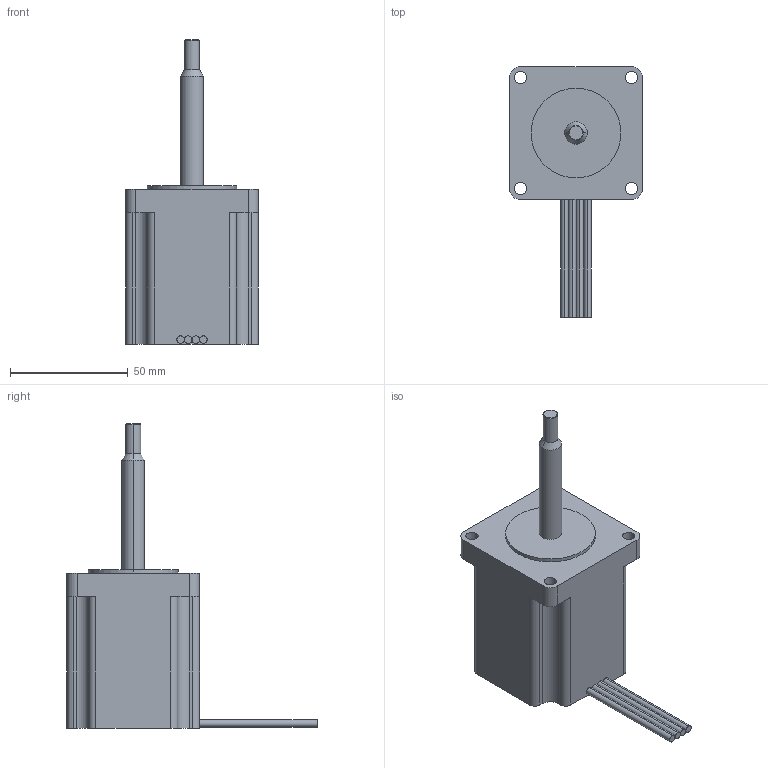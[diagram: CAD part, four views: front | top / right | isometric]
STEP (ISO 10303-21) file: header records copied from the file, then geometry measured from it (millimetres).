
FILE_DESCRIPTION (( 'STEP AP214' ), '1' );
FILE_NAME ('AMETEK-57L43-3.25-4.STEP', '2023-11-06T01:40:42', ( '' ), ( '' ), 'SwSTEP 2.0', 'SolidWorks 2022', '' );
FILE_SCHEMA (( 'AUTOMOTIVE_DESIGN' ));
Length unit declared in the file: inch
Products named in the file (3): 57000 Non-Captive Screw; AMETEK-57L43-3.25-4; 57000 Non-Captive
Assembly tree (2 placements, depth 2):
  AMETEK-57L43-3.25-4
    57000 Non-Captive
    57000 Non-Captive Screw
Bounding box: 56.39 x 106.39 x 129.5 mm (x, y, z)
Volume: 195439.6 mm3; surface area: 28028.9 mm2
Topology: 2 solids, 2 shells, 74 faces, 184 edges, 120 vertices
Faces by surface type: cylinder 42, plane 26, cone 6
Entity records: 3130 total; most frequent: DIRECTION 430, CARTESIAN_POINT 383, ORIENTED_EDGE 368, EDGE_CURVE 184, AXIS2_PLACEMENT_3D 167, VERTEX_POINT 120, LINE 96, VECTOR 96
